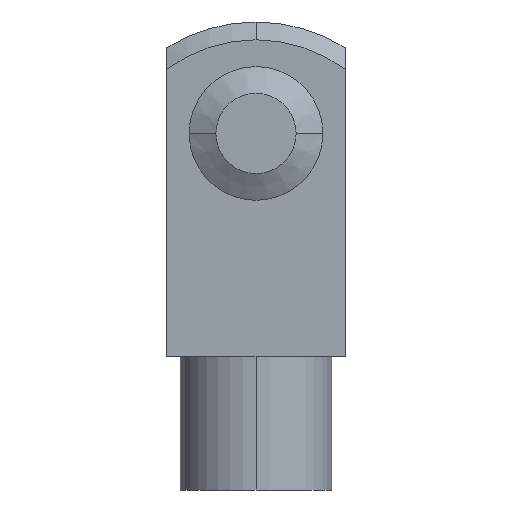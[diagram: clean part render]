
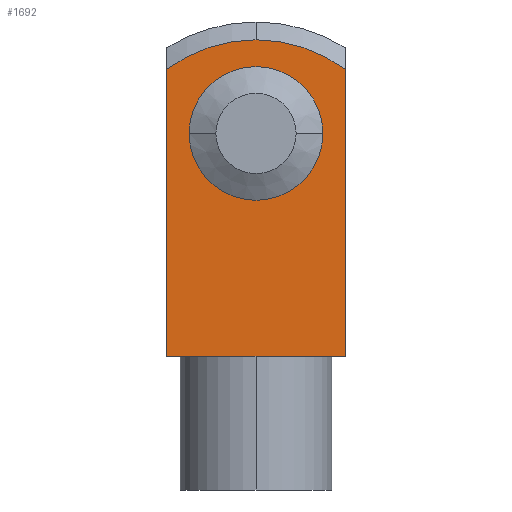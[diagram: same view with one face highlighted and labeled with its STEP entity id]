
A CAD part, front view. The second image highlights one B-rep face of the part: STEP entity #1692.
In plain terms, the highlighted planar face has unit normal (0, -1, 0).
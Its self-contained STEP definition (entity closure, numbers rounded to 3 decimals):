
#51 = EDGE_CURVE ( 'NONE', #195, #2711, #1501, .T. ) ;
#60 = AXIS2_PLACEMENT_3D ( 'NONE', #574, #340, #1495 ) ;
#99 = PLANE ( 'NONE',  #60 ) ;
#109 = DIRECTION ( 'NONE',  ( 0., 0., -1. ) ) ;
#135 = CARTESIAN_POINT ( 'NONE',  ( 0., -20., 21. ) ) ;
#149 = AXIS2_PLACEMENT_3D ( 'NONE', #2314, #896, #2812 ) ;
#195 = VERTEX_POINT ( 'NONE', #2463 ) ;
#277 = CARTESIAN_POINT ( 'NONE',  ( -20., -20., -31.25 ) ) ;
#323 = ORIENTED_EDGE ( 'NONE', *, *, #2989, .T. ) ;
#330 = EDGE_CURVE ( 'NONE', #1443, #2362, #339, .T. ) ;
#339 = CIRCLE ( 'NONE', #149, 10. ) ;
#340 = DIRECTION ( 'NONE',  ( 0., -1., 0. ) ) ;
#350 = DIRECTION ( 'NONE',  ( 0., -1., 0. ) ) ;
#379 = CARTESIAN_POINT ( 'NONE',  ( 0., -20., -12.5 ) ) ;
#399 = DIRECTION ( 'NONE',  ( 0., 0., -1. ) ) ;
#445 = ORIENTED_EDGE ( 'NONE', *, *, #608, .T. ) ;
#537 = AXIS2_PLACEMENT_3D ( 'NONE', #379, #350, #109 ) ;
#574 = CARTESIAN_POINT ( 'NONE',  ( 0., -20., -29.25 ) ) ;
#578 = VERTEX_POINT ( 'NONE', #135 ) ;
#608 = EDGE_CURVE ( 'NONE', #578, #970, #1774, .T. ) ;
#618 = CARTESIAN_POINT ( 'NONE',  ( -20., -20., 14.375 ) ) ;
#619 = CIRCLE ( 'NONE', #537, 33.5 ) ;
#723 = CIRCLE ( 'NONE', #1328, 10. ) ;
#896 = DIRECTION ( 'NONE',  ( 0., 1., 0. ) ) ;
#954 = LINE ( 'NONE', #277, #2066 ) ;
#970 = VERTEX_POINT ( 'NONE', #618 ) ;
#1188 = VECTOR ( 'NONE', #2634, 1000. ) ;
#1197 = CARTESIAN_POINT ( 'NONE',  ( 0., -20., 10. ) ) ;
#1308 = FACE_OUTER_BOUND ( 'NONE', #2274, .T. ) ;
#1328 = AXIS2_PLACEMENT_3D ( 'NONE', #2616, #1918, #1750 ) ;
#1370 = CARTESIAN_POINT ( 'NONE',  ( 0., -20., -10. ) ) ;
#1443 = VERTEX_POINT ( 'NONE', #1370 ) ;
#1462 = ORIENTED_EDGE ( 'NONE', *, *, #51, .T. ) ;
#1495 = DIRECTION ( 'NONE',  ( 0., 0., -1. ) ) ;
#1501 = LINE ( 'NONE', #3057, #1793 ) ;
#1511 = ORIENTED_EDGE ( 'NONE', *, *, #2836, .T. ) ;
#1558 = ORIENTED_EDGE ( 'NONE', *, *, #330, .T. ) ;
#1626 = DIRECTION ( 'NONE',  ( 1., 0., 0. ) ) ;
#1631 = ORIENTED_EDGE ( 'NONE', *, *, #1634, .T. ) ;
#1634 = EDGE_CURVE ( 'NONE', #2362, #1443, #723, .T. ) ;
#1692 = ADVANCED_FACE ( 'NONE', ( #1308, #1864 ), #99, .T. ) ;
#1697 = DIRECTION ( 'NONE',  ( 0., 0., -1. ) ) ;
#1750 = DIRECTION ( 'NONE',  ( 0., 0., 1. ) ) ;
#1774 = CIRCLE ( 'NONE', #2471, 33.5 ) ;
#1775 = VERTEX_POINT ( 'NONE', #2244 ) ;
#1793 = VECTOR ( 'NONE', #1626, 1000. ) ;
#1811 = LINE ( 'NONE', #1945, #1188 ) ;
#1864 = FACE_BOUND ( 'NONE', #3078, .T. ) ;
#1918 = DIRECTION ( 'NONE',  ( 0., 1., 0. ) ) ;
#1945 = CARTESIAN_POINT ( 'NONE',  ( 20., -20., -13.375 ) ) ;
#2033 = DIRECTION ( 'NONE',  ( 0., -1., 0. ) ) ;
#2066 = VECTOR ( 'NONE', #1697, 1000. ) ;
#2174 = EDGE_CURVE ( 'NONE', #2711, #1775, #1811, .T. ) ;
#2229 = ORIENTED_EDGE ( 'NONE', *, *, #2174, .T. ) ;
#2244 = CARTESIAN_POINT ( 'NONE',  ( 20., -20., 14.375 ) ) ;
#2261 = CARTESIAN_POINT ( 'NONE',  ( 0., -20., -12.5 ) ) ;
#2274 = EDGE_LOOP ( 'NONE', ( #2229, #323, #445, #1511, #1462 ) ) ;
#2314 = CARTESIAN_POINT ( 'NONE',  ( 0., -20., 0. ) ) ;
#2362 = VERTEX_POINT ( 'NONE', #1197 ) ;
#2463 = CARTESIAN_POINT ( 'NONE',  ( -20., -20., -50. ) ) ;
#2471 = AXIS2_PLACEMENT_3D ( 'NONE', #2261, #2033, #399 ) ;
#2540 = CARTESIAN_POINT ( 'NONE',  ( 20., -20., -50. ) ) ;
#2616 = CARTESIAN_POINT ( 'NONE',  ( 0., -20., 0. ) ) ;
#2634 = DIRECTION ( 'NONE',  ( 0., 0., 1. ) ) ;
#2711 = VERTEX_POINT ( 'NONE', #2540 ) ;
#2812 = DIRECTION ( 'NONE',  ( 0., 0., 1. ) ) ;
#2836 = EDGE_CURVE ( 'NONE', #970, #195, #954, .T. ) ;
#2989 = EDGE_CURVE ( 'NONE', #1775, #578, #619, .T. ) ;
#3057 = CARTESIAN_POINT ( 'NONE',  ( 0., -20., -50. ) ) ;
#3078 = EDGE_LOOP ( 'NONE', ( #1631, #1558 ) ) ;
